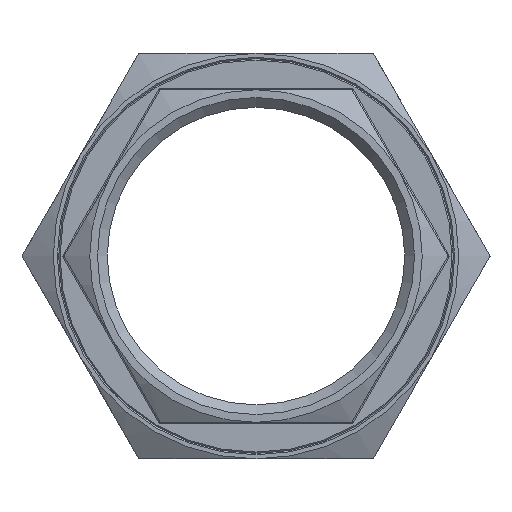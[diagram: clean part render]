
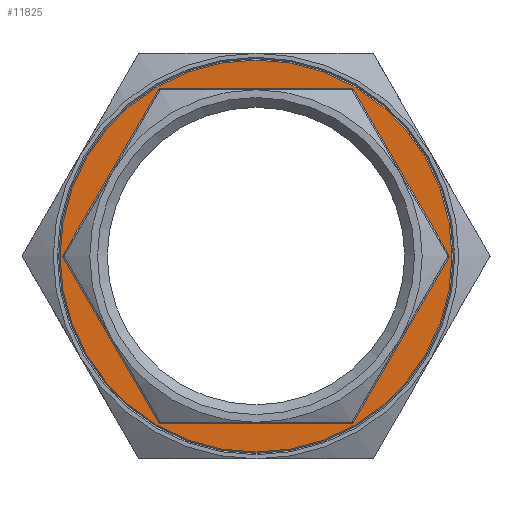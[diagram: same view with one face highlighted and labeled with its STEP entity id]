
A CAD part, left-side view. The second image highlights one B-rep face of the part: STEP entity #11825.
In plain terms, the highlighted planar face has unit normal (-1, 0, 0).
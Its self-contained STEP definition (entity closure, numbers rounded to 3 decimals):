
#108 = EDGE_LOOP ( 'NONE', ( #13541 ) ) ;
#120 = EDGE_LOOP ( 'NONE', ( #13469, #13510, #13532, #13549, #13579, #13557 ) ) ;
#521 = VERTEX_POINT ( 'NONE', #3371 ) ;
#551 = VERTEX_POINT ( 'NONE', #3416 ) ;
#614 = VECTOR ( 'NONE', #11343, 1000. ) ;
#630 = VECTOR ( 'NONE', #11427, 1000. ) ;
#653 = VECTOR ( 'NONE', #11692, 1000. ) ;
#673 = VECTOR ( 'NONE', #11714, 1000. ) ;
#680 = VECTOR ( 'NONE', #11740, 1000. ) ;
#700 = VECTOR ( 'NONE', #10760, 1000. ) ;
#704 = AXIS2_PLACEMENT_3D ( 'NONE', #10838, #10801, #10799 ) ;
#718 = CIRCLE ( 'NONE', #704, 72.5 ) ;
#1220 = VERTEX_POINT ( 'NONE', #3557 ) ;
#1249 = VERTEX_POINT ( 'NONE', #3574 ) ;
#1257 = VERTEX_POINT ( 'NONE', #3580 ) ;
#1264 = VERTEX_POINT ( 'NONE', #3568 ) ;
#3371 = CARTESIAN_POINT ( 'NONE',  ( -17.5, -71.591, 0. ) ) ;
#3416 = CARTESIAN_POINT ( 'NONE',  ( -17.5, 35.796, -62. ) ) ;
#3557 = CARTESIAN_POINT ( 'NONE',  ( -17.5, 35.796, 62. ) ) ;
#3568 = CARTESIAN_POINT ( 'NONE',  ( -17.5, -35.796, -62. ) ) ;
#3574 = CARTESIAN_POINT ( 'NONE',  ( -17.5, 71.591, 0. ) ) ;
#3580 = CARTESIAN_POINT ( 'NONE',  ( -17.5, -35.796, 62. ) ) ;
#4452 = VERTEX_POINT ( 'NONE', #4459 ) ;
#4459 = CARTESIAN_POINT ( 'NONE',  ( -17.5, 0., 72.5 ) ) ;
#9661 = AXIS2_PLACEMENT_3D ( 'NONE', #11224, #11169, #11172 ) ;
#10117 = EDGE_CURVE ( 'NONE', #1249, #551, #11366, .T. ) ;
#10144 = EDGE_CURVE ( 'NONE', #551, #1264, #11437, .T. ) ;
#10202 = EDGE_CURVE ( 'NONE', #1264, #521, #11672, .T. ) ;
#10214 = EDGE_CURVE ( 'NONE', #1257, #1220, #11659, .T. ) ;
#10221 = EDGE_CURVE ( 'NONE', #521, #1257, #11733, .T. ) ;
#10259 = EDGE_CURVE ( 'NONE', #1220, #1249, #10788, .T. ) ;
#10263 = EDGE_CURVE ( 'NONE', #4452, #4452, #718, .T. ) ;
#10760 = DIRECTION ( 'NONE',  ( 0., 0.5, -0.866 ) ) ;
#10769 = CARTESIAN_POINT ( 'NONE',  ( -17.5, 44.817, 46.375 ) ) ;
#10788 = LINE ( 'NONE', #10769, #700 ) ;
#10799 = DIRECTION ( 'NONE',  ( 0., 0., 1. ) ) ;
#10801 = DIRECTION ( 'NONE',  ( -1., 0., 0. ) ) ;
#10838 = CARTESIAN_POINT ( 'NONE',  ( -17.5, 0., 0. ) ) ;
#11169 = DIRECTION ( 'NONE',  ( -1., 0., 0. ) ) ;
#11172 = DIRECTION ( 'NONE',  ( 0., -1., 0. ) ) ;
#11219 = PLANE ( 'NONE',  #9661 ) ;
#11221 = FACE_OUTER_BOUND ( 'NONE', #108, .T. ) ;
#11224 = CARTESIAN_POINT ( 'NONE',  ( -17.5, 0., 0. ) ) ;
#11225 = FACE_BOUND ( 'NONE', #120, .T. ) ;
#11329 = CARTESIAN_POINT ( 'NONE',  ( -17.5, 62.57, -15.625 ) ) ;
#11343 = DIRECTION ( 'NONE',  ( 0., -0.5, -0.866 ) ) ;
#11366 = LINE ( 'NONE', #11329, #614 ) ;
#11426 = CARTESIAN_POINT ( 'NONE',  ( -17.5, 17.754, -62. ) ) ;
#11427 = DIRECTION ( 'NONE',  ( 0., -1., 0. ) ) ;
#11437 = LINE ( 'NONE', #11426, #630 ) ;
#11659 = LINE ( 'NONE', #11736, #680 ) ;
#11672 = LINE ( 'NONE', #11691, #653 ) ;
#11691 = CARTESIAN_POINT ( 'NONE',  ( -17.5, -44.817, -46.375 ) ) ;
#11692 = DIRECTION ( 'NONE',  ( 0., -0.5, 0.866 ) ) ;
#11709 = CARTESIAN_POINT ( 'NONE',  ( -17.5, -62.57, 15.625 ) ) ;
#11714 = DIRECTION ( 'NONE',  ( 0., 0.5, 0.866 ) ) ;
#11733 = LINE ( 'NONE', #11709, #673 ) ;
#11736 = CARTESIAN_POINT ( 'NONE',  ( -17.5, -17.754, 62. ) ) ;
#11740 = DIRECTION ( 'NONE',  ( 0., 1., 0. ) ) ;
#11825 = ADVANCED_FACE ( 'NONE', ( #11221, #11225 ), #11219, .T. ) ;
#13469 = ORIENTED_EDGE ( 'NONE', *, *, #10117, .F. ) ;
#13510 = ORIENTED_EDGE ( 'NONE', *, *, #10259, .F. ) ;
#13532 = ORIENTED_EDGE ( 'NONE', *, *, #10214, .F. ) ;
#13541 = ORIENTED_EDGE ( 'NONE', *, *, #10263, .T. ) ;
#13549 = ORIENTED_EDGE ( 'NONE', *, *, #10221, .F. ) ;
#13557 = ORIENTED_EDGE ( 'NONE', *, *, #10144, .F. ) ;
#13579 = ORIENTED_EDGE ( 'NONE', *, *, #10202, .F. ) ;
